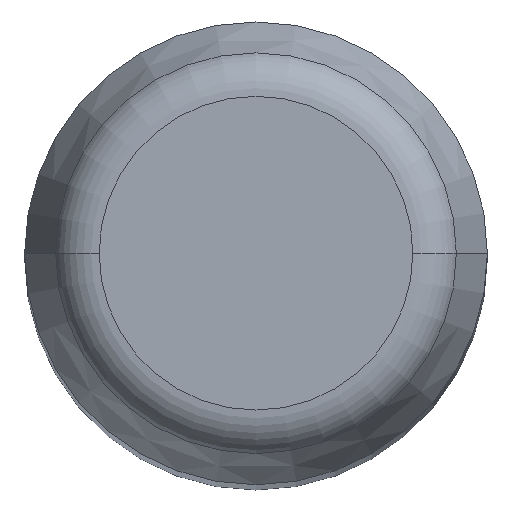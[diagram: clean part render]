
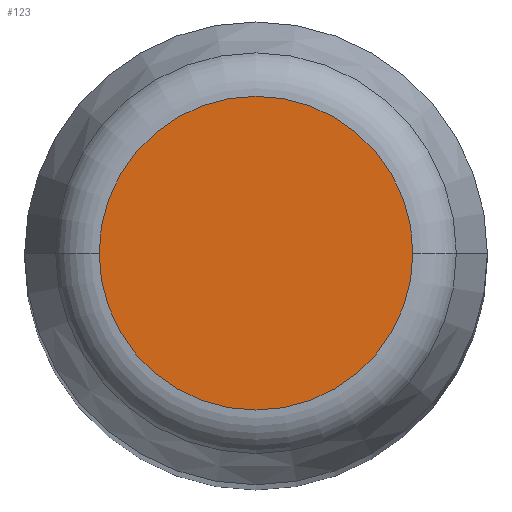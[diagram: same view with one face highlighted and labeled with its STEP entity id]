
A CAD part, top view. The second image highlights one B-rep face of the part: STEP entity #123.
In plain terms, the highlighted planar face has unit normal (0, 0, 1).
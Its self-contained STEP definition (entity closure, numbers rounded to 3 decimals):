
#24 = VERTEX_POINT ( 'NONE', #327 ) ;
#41 = CARTESIAN_POINT ( 'NONE',  ( 0., 0., 7. ) ) ;
#44 = CIRCLE ( 'NONE', #169, 0.678 ) ;
#48 = AXIS2_PLACEMENT_3D ( 'NONE', #41, #206, #279 ) ;
#78 = DIRECTION ( 'NONE',  ( 0., 0., 1. ) ) ;
#81 = CARTESIAN_POINT ( 'NONE',  ( 0., 0., 7. ) ) ;
#92 = ORIENTED_EDGE ( 'NONE', *, *, #189, .T. ) ;
#102 = AXIS2_PLACEMENT_3D ( 'NONE', #81, #78, #263 ) ;
#123 = ADVANCED_FACE ( 'NONE', ( #184 ), #227, .T. ) ;
#149 = CIRCLE ( 'NONE', #102, 0.678 ) ;
#153 = DIRECTION ( 'NONE',  ( 0., 0., 1. ) ) ;
#156 = VERTEX_POINT ( 'NONE', #284 ) ;
#169 = AXIS2_PLACEMENT_3D ( 'NONE', #309, #153, #313 ) ;
#184 = FACE_OUTER_BOUND ( 'NONE', #228, .T. ) ;
#189 = EDGE_CURVE ( 'NONE', #24, #156, #44, .T. ) ;
#206 = DIRECTION ( 'NONE',  ( 0., 0., 1. ) ) ;
#227 = PLANE ( 'NONE',  #48 ) ;
#228 = EDGE_LOOP ( 'NONE', ( #92, #314 ) ) ;
#263 = DIRECTION ( 'NONE',  ( 1., 0., 0. ) ) ;
#279 = DIRECTION ( 'NONE',  ( 1., 0., 0. ) ) ;
#284 = CARTESIAN_POINT ( 'NONE',  ( -0.678, 0., 7. ) ) ;
#309 = CARTESIAN_POINT ( 'NONE',  ( 0., 0., 7. ) ) ;
#313 = DIRECTION ( 'NONE',  ( 1., 0., 0. ) ) ;
#314 = ORIENTED_EDGE ( 'NONE', *, *, #322, .T. ) ;
#322 = EDGE_CURVE ( 'NONE', #156, #24, #149, .T. ) ;
#327 = CARTESIAN_POINT ( 'NONE',  ( 0.678, 0., 7. ) ) ;
